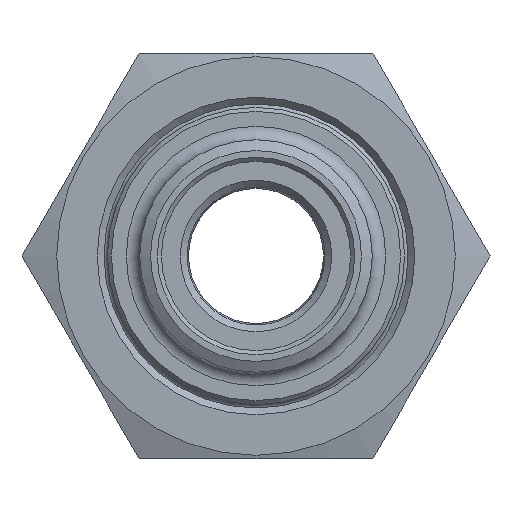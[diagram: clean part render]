
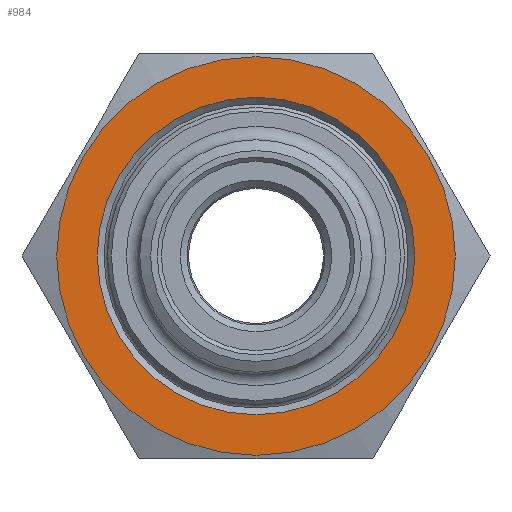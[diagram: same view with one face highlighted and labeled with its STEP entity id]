
A CAD part, left-side view. The second image highlights one B-rep face of the part: STEP entity #984.
In plain terms, the highlighted planar face has unit normal (-1, 0, 0).
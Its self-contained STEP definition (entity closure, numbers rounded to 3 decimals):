
#68=FACE_BOUND('',#190,.T.);
#84=PLANE('',#1130);
#124=FACE_OUTER_BOUND('',#189,.T.);
#189=EDGE_LOOP('',(#712));
#190=EDGE_LOOP('',(#713));
#344=CIRCLE('',#1120,14.75);
#345=CIRCLE('',#1125,11.75);
#437=VERTEX_POINT('',#1686);
#438=VERTEX_POINT('',#1697);
#536=EDGE_CURVE('',#437,#437,#344,.T.);
#541=EDGE_CURVE('',#438,#438,#345,.T.);
#712=ORIENTED_EDGE('',*,*,#536,.T.);
#713=ORIENTED_EDGE('',*,*,#541,.F.);
#984=ADVANCED_FACE('',(#124,#68),#84,.F.);
#1120=AXIS2_PLACEMENT_3D('',#1688,#1292,#1293);
#1125=AXIS2_PLACEMENT_3D('',#1698,#1306,#1307);
#1130=AXIS2_PLACEMENT_3D('',#1708,#1318,#1319);
#1292=DIRECTION('center_axis',(-1.,0.,0.));
#1293=DIRECTION('ref_axis',(0.,1.,0.));
#1306=DIRECTION('center_axis',(-1.,0.,0.));
#1307=DIRECTION('ref_axis',(0.,-1.,0.));
#1318=DIRECTION('center_axis',(1.,0.,0.));
#1319=DIRECTION('ref_axis',(0.,0.,-1.));
#1686=CARTESIAN_POINT('',(-15.,-14.75,0.));
#1688=CARTESIAN_POINT('Origin',(-15.,0.,0.));
#1697=CARTESIAN_POINT('',(-15.,11.75,0.));
#1698=CARTESIAN_POINT('Origin',(-15.,0.,0.));
#1708=CARTESIAN_POINT('Origin',(-15.,0.,0.));
